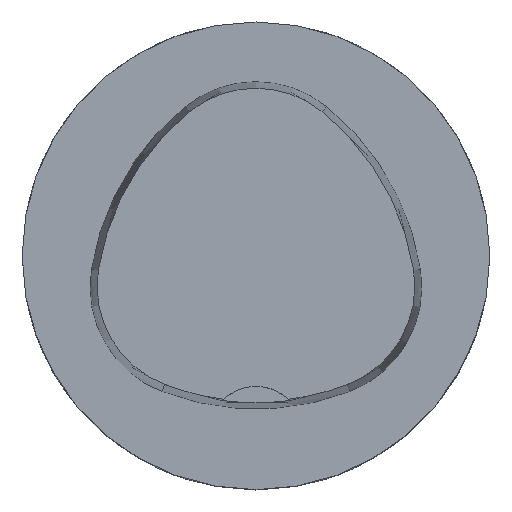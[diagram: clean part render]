
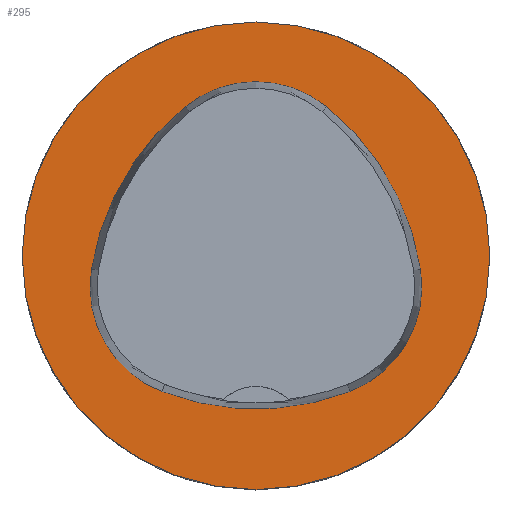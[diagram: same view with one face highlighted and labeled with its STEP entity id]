
A CAD part, top view. The second image highlights one B-rep face of the part: STEP entity #295.
In plain terms, the highlighted planar face has unit normal (0, 0, 1).
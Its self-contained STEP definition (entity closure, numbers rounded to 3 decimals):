
#295=ADVANCED_FACE('',(#429,#430),#373,.T.);
#373=PLANE('',#1984);
#429=FACE_BOUND('',#484,.T.);
#430=FACE_BOUND('',#485,.T.);
#484=EDGE_LOOP('',(#814,#815,#816,#817,#818,#819));
#485=EDGE_LOOP('',(#820));
#577=CIRCLE('',#1956,25.);
#578=CIRCLE('',#1962,28.);
#580=CIRCLE('',#1965,12.);
#582=CIRCLE('',#1968,28.);
#584=CIRCLE('',#1971,12.);
#587=CIRCLE('',#1975,28.);
#590=CIRCLE('',#1979,12.);
#814=ORIENTED_EDGE('',*,*,#1408,.F.);
#815=ORIENTED_EDGE('',*,*,#1403,.F.);
#816=ORIENTED_EDGE('',*,*,#1398,.F.);
#817=ORIENTED_EDGE('',*,*,#1395,.F.);
#818=ORIENTED_EDGE('',*,*,#1392,.F.);
#819=ORIENTED_EDGE('',*,*,#1388,.F.);
#820=ORIENTED_EDGE('',*,*,#1379,.T.);
#1186=VERTEX_POINT('',#2958);
#1195=VERTEX_POINT('',#2977);
#1196=VERTEX_POINT('',#2978);
#1199=VERTEX_POINT('',#2986);
#1201=VERTEX_POINT('',#2992);
#1203=VERTEX_POINT('',#2998);
#1207=VERTEX_POINT('',#3011);
#1379=EDGE_CURVE('',#1186,#1186,#577,.T.);
#1388=EDGE_CURVE('',#1195,#1196,#578,.T.);
#1392=EDGE_CURVE('',#1196,#1199,#580,.T.);
#1395=EDGE_CURVE('',#1199,#1201,#582,.T.);
#1398=EDGE_CURVE('',#1201,#1203,#584,.T.);
#1403=EDGE_CURVE('',#1203,#1207,#587,.T.);
#1408=EDGE_CURVE('',#1207,#1195,#590,.T.);
#1956=AXIS2_PLACEMENT_3D('',#2957,#2292,#2293);
#1962=AXIS2_PLACEMENT_3D('',#2976,#2308,#2309);
#1965=AXIS2_PLACEMENT_3D('',#2985,#2316,#2317);
#1968=AXIS2_PLACEMENT_3D('',#2991,#2323,#2324);
#1971=AXIS2_PLACEMENT_3D('',#2997,#2330,#2331);
#1975=AXIS2_PLACEMENT_3D('',#3010,#2339,#2340);
#1979=AXIS2_PLACEMENT_3D('',#3023,#2348,#2349);
#1984=AXIS2_PLACEMENT_3D('',#3028,#2358,#2359);
#2292=DIRECTION('',(0.,0.,1.));
#2293=DIRECTION('',(1.,0.,0.));
#2308=DIRECTION('',(0.,0.,1.));
#2309=DIRECTION('',(1.,0.,0.));
#2316=DIRECTION('',(0.,0.,1.));
#2317=DIRECTION('',(1.,0.,0.));
#2323=DIRECTION('',(0.,0.,1.));
#2324=DIRECTION('',(1.,0.,0.));
#2330=DIRECTION('',(0.,0.,1.));
#2331=DIRECTION('',(1.,0.,0.));
#2339=DIRECTION('',(0.,0.,1.));
#2340=DIRECTION('',(1.,0.,0.));
#2348=DIRECTION('',(0.,0.,1.));
#2349=DIRECTION('',(1.,0.,0.));
#2358=DIRECTION('',(0.,0.,1.));
#2359=DIRECTION('',(-1.,0.,0.));
#2957=CARTESIAN_POINT('',(0.,0.,0.));
#2958=CARTESIAN_POINT('',(25.,0.,0.));
#2976=CARTESIAN_POINT('',(-10.068,-5.824,0.));
#2977=CARTESIAN_POINT('',(17.584,-1.424,0.));
#2978=CARTESIAN_POINT('',(7.531,15.953,0.));
#2985=CARTESIAN_POINT('',(-0.011,6.62,0.));
#2986=CARTESIAN_POINT('',(-7.567,15.942,0.));
#2991=CARTESIAN_POINT('',(10.063,-5.81,0.));
#2992=CARTESIAN_POINT('',(-17.59,-1.418,0.));
#2997=CARTESIAN_POINT('',(-5.739,-3.3,0.));
#2998=CARTESIAN_POINT('',(-10.05,-14.499,0.));
#3010=CARTESIAN_POINT('',(0.01,11.631,0.));
#3011=CARTESIAN_POINT('',(10.025,-14.516,0.));
#3023=CARTESIAN_POINT('',(5.733,-3.31,0.));
#3028=CARTESIAN_POINT('',(0.,0.,0.));
